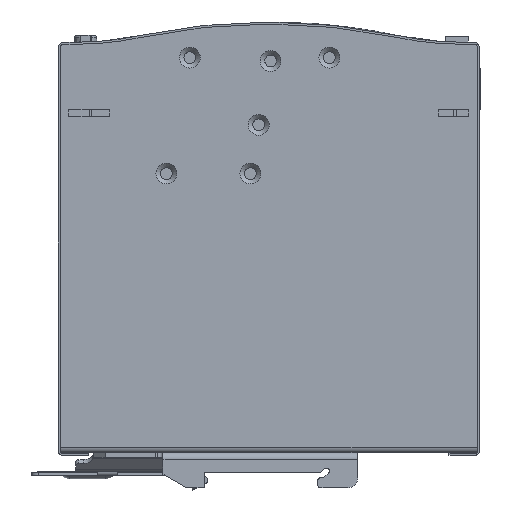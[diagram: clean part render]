
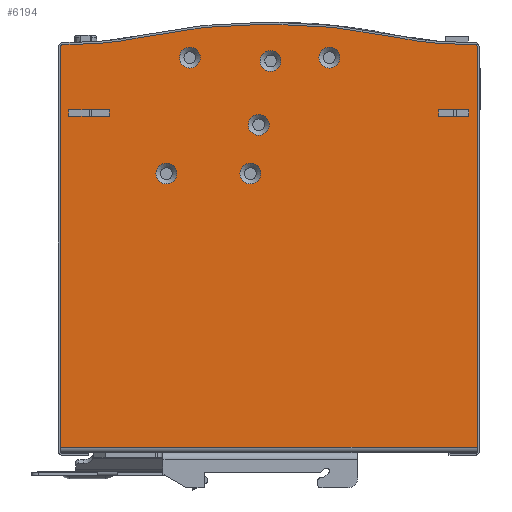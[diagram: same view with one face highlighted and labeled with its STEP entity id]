
A CAD part, front view. The second image highlights one B-rep face of the part: STEP entity #6194.
In plain terms, the highlighted planar face has unit normal (0, -1, 0).
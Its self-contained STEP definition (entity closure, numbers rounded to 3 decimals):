
#6194=ADVANCED_FACE('',(#26964,#26965,#26966,#26967,#26968,#26969,#26970,
#26971,#26972),#9572,.F.);
#9572=PLANE('',#68719);
#12081=LINE('',#89591,#19517);
#12102=LINE('',#89694,#19538);
#12103=LINE('',#89697,#19539);
#12104=LINE('',#89699,#19540);
#12105=LINE('',#89701,#19541);
#12106=LINE('',#89702,#19542);
#12107=LINE('',#89705,#19543);
#12108=LINE('',#89707,#19544);
#12109=LINE('',#89709,#19545);
#12110=LINE('',#89712,#19546);
#12111=LINE('',#89720,#19547);
#12112=LINE('',#89724,#19548);
#12113=LINE('',#89726,#19549);
#19517=VECTOR('',#73196,1.);
#19538=VECTOR('',#73287,1.);
#19539=VECTOR('',#73288,1.);
#19540=VECTOR('',#73289,1.);
#19541=VECTOR('',#73290,1.);
#19542=VECTOR('',#73291,1.);
#19543=VECTOR('',#73292,1.);
#19544=VECTOR('',#73293,1.);
#19545=VECTOR('',#73294,1.);
#19546=VECTOR('',#73297,1.);
#19547=VECTOR('',#73304,1.);
#19548=VECTOR('',#73307,1.);
#19549=VECTOR('',#73308,1.);
#26964=FACE_BOUND('',#27880,.T.);
#26965=FACE_BOUND('',#27881,.T.);
#26966=FACE_BOUND('',#27882,.T.);
#26967=FACE_BOUND('',#27883,.T.);
#26968=FACE_BOUND('',#27884,.T.);
#26969=FACE_BOUND('',#27885,.T.);
#26970=FACE_BOUND('',#27886,.T.);
#26971=FACE_BOUND('',#27887,.T.);
#26972=FACE_BOUND('',#27888,.T.);
#27880=EDGE_LOOP('',(#32098));
#27881=EDGE_LOOP('',(#32099));
#27882=EDGE_LOOP('',(#32100));
#27883=EDGE_LOOP('',(#32101));
#27884=EDGE_LOOP('',(#32102));
#27885=EDGE_LOOP('',(#32103));
#27886=EDGE_LOOP('',(#32104,#32105,#32106,#32107));
#27887=EDGE_LOOP('',(#32108,#32109,#32110,#32111));
#27888=EDGE_LOOP('',(#32112,#32113,#32114,#32115,#32116,#32117,#32118,#32119,
#32120,#32121));
#32098=ORIENTED_EDGE('',*,*,#57949,.T.);
#32099=ORIENTED_EDGE('',*,*,#57950,.T.);
#32100=ORIENTED_EDGE('',*,*,#57951,.T.);
#32101=ORIENTED_EDGE('',*,*,#57952,.T.);
#32102=ORIENTED_EDGE('',*,*,#57953,.T.);
#32103=ORIENTED_EDGE('',*,*,#57954,.T.);
#32104=ORIENTED_EDGE('',*,*,#57955,.F.);
#32105=ORIENTED_EDGE('',*,*,#57956,.F.);
#32106=ORIENTED_EDGE('',*,*,#57957,.F.);
#32107=ORIENTED_EDGE('',*,*,#57958,.F.);
#32108=ORIENTED_EDGE('',*,*,#57959,.F.);
#32109=ORIENTED_EDGE('',*,*,#57960,.F.);
#32110=ORIENTED_EDGE('',*,*,#57961,.F.);
#32111=ORIENTED_EDGE('',*,*,#57962,.F.);
#32112=ORIENTED_EDGE('',*,*,#57903,.T.);
#32113=ORIENTED_EDGE('',*,*,#57963,.T.);
#32114=ORIENTED_EDGE('',*,*,#57964,.F.);
#32115=ORIENTED_EDGE('',*,*,#57965,.F.);
#32116=ORIENTED_EDGE('',*,*,#57966,.F.);
#32117=ORIENTED_EDGE('',*,*,#57967,.F.);
#32118=ORIENTED_EDGE('',*,*,#57968,.F.);
#32119=ORIENTED_EDGE('',*,*,#57969,.T.);
#32120=ORIENTED_EDGE('',*,*,#57970,.F.);
#32121=ORIENTED_EDGE('',*,*,#57971,.T.);
#51448=VERTEX_POINT('',#89590);
#51449=VERTEX_POINT('',#89592);
#51490=VERTEX_POINT('',#89683);
#51491=VERTEX_POINT('',#89685);
#51492=VERTEX_POINT('',#89687);
#51493=VERTEX_POINT('',#89689);
#51494=VERTEX_POINT('',#89691);
#51495=VERTEX_POINT('',#89693);
#51496=VERTEX_POINT('',#89695);
#51497=VERTEX_POINT('',#89696);
#51498=VERTEX_POINT('',#89698);
#51499=VERTEX_POINT('',#89700);
#51500=VERTEX_POINT('',#89703);
#51501=VERTEX_POINT('',#89704);
#51502=VERTEX_POINT('',#89706);
#51503=VERTEX_POINT('',#89708);
#51504=VERTEX_POINT('',#89711);
#51505=VERTEX_POINT('',#89713);
#51506=VERTEX_POINT('',#89715);
#51507=VERTEX_POINT('',#89717);
#51508=VERTEX_POINT('',#89719);
#51509=VERTEX_POINT('',#89721);
#51510=VERTEX_POINT('',#89723);
#51511=VERTEX_POINT('',#89725);
#57903=EDGE_CURVE('',#51449,#51448,#12081,.T.);
#57949=EDGE_CURVE('',#51490,#51490,#67600,.T.);
#57950=EDGE_CURVE('',#51491,#51491,#67601,.T.);
#57951=EDGE_CURVE('',#51492,#51492,#67602,.T.);
#57952=EDGE_CURVE('',#51493,#51493,#67603,.T.);
#57953=EDGE_CURVE('',#51494,#51494,#67604,.T.);
#57954=EDGE_CURVE('',#51495,#51495,#67605,.T.);
#57955=EDGE_CURVE('',#51496,#51497,#12102,.T.);
#57956=EDGE_CURVE('',#51498,#51496,#12103,.T.);
#57957=EDGE_CURVE('',#51499,#51498,#12104,.T.);
#57958=EDGE_CURVE('',#51497,#51499,#12105,.T.);
#57959=EDGE_CURVE('',#51500,#51501,#12106,.T.);
#57960=EDGE_CURVE('',#51502,#51500,#12107,.T.);
#57961=EDGE_CURVE('',#51503,#51502,#12108,.T.);
#57962=EDGE_CURVE('',#51501,#51503,#12109,.T.);
#57963=EDGE_CURVE('',#51448,#51504,#67606,.T.);
#57964=EDGE_CURVE('',#51505,#51504,#12110,.T.);
#57965=EDGE_CURVE('',#51506,#51505,#67607,.T.);
#57966=EDGE_CURVE('',#51507,#51506,#67608,.T.);
#57967=EDGE_CURVE('',#51508,#51507,#67609,.T.);
#57968=EDGE_CURVE('',#51509,#51508,#12111,.T.);
#57969=EDGE_CURVE('',#51509,#51510,#67610,.T.);
#57970=EDGE_CURVE('',#51511,#51510,#12112,.T.);
#57971=EDGE_CURVE('',#51511,#51449,#12113,.T.);
#67600=CIRCLE('',#68708,3.1);
#67601=CIRCLE('',#68709,3.1);
#67602=CIRCLE('',#68710,3.1);
#67603=CIRCLE('',#68711,3.1);
#67604=CIRCLE('',#68712,3.1);
#67605=CIRCLE('',#68713,3.1);
#67606=CIRCLE('',#68714,1.);
#67607=CIRCLE('',#68715,90.);
#67608=CIRCLE('',#68716,184.);
#67609=CIRCLE('',#68717,90.);
#67610=CIRCLE('',#68718,1.);
#68708=AXIS2_PLACEMENT_3D('',#89682,#73275,#73276);
#68709=AXIS2_PLACEMENT_3D('',#89684,#73277,#73278);
#68710=AXIS2_PLACEMENT_3D('',#89686,#73279,#73280);
#68711=AXIS2_PLACEMENT_3D('',#89688,#73281,#73282);
#68712=AXIS2_PLACEMENT_3D('',#89690,#73283,#73284);
#68713=AXIS2_PLACEMENT_3D('',#89692,#73285,#73286);
#68714=AXIS2_PLACEMENT_3D('',#89710,#73295,#73296);
#68715=AXIS2_PLACEMENT_3D('',#89714,#73298,#73299);
#68716=AXIS2_PLACEMENT_3D('',#89716,#73300,#73301);
#68717=AXIS2_PLACEMENT_3D('',#89718,#73302,#73303);
#68718=AXIS2_PLACEMENT_3D('',#89722,#73305,#73306);
#68719=AXIS2_PLACEMENT_3D('',#89727,#73309,#73310);
#73196=DIRECTION('',(0.,0.,1.));
#73275=DIRECTION('',(0.,1.,0.));
#73276=DIRECTION('',(0.,0.,1.));
#73277=DIRECTION('',(0.,1.,0.));
#73278=DIRECTION('',(0.,0.,1.));
#73279=DIRECTION('',(0.,1.,0.));
#73280=DIRECTION('',(0.,0.,1.));
#73281=DIRECTION('',(0.,1.,0.));
#73282=DIRECTION('',(0.,0.,1.));
#73283=DIRECTION('',(0.,1.,0.));
#73284=DIRECTION('',(0.,0.,1.));
#73285=DIRECTION('',(0.,1.,0.));
#73286=DIRECTION('',(0.,0.,1.));
#73287=DIRECTION('',(-1.,0.,0.));
#73288=DIRECTION('',(0.,0.,1.));
#73289=DIRECTION('',(1.,0.,0.));
#73290=DIRECTION('',(0.,0.,-1.));
#73291=DIRECTION('',(-1.,0.,0.));
#73292=DIRECTION('',(0.,0.,1.));
#73293=DIRECTION('',(1.,0.,0.));
#73294=DIRECTION('',(0.,0.,-1.));
#73295=DIRECTION('',(0.,-1.,0.));
#73296=DIRECTION('',(0.,0.,1.));
#73297=DIRECTION('',(1.,0.,0.));
#73298=DIRECTION('',(0.,-1.,0.));
#73299=DIRECTION('',(0.,0.,1.));
#73300=DIRECTION('',(0.,1.,0.));
#73301=DIRECTION('',(0.,0.,1.));
#73302=DIRECTION('',(0.,-1.,0.));
#73303=DIRECTION('',(0.,0.,1.));
#73304=DIRECTION('',(1.,0.,0.));
#73305=DIRECTION('',(0.,-1.,0.));
#73306=DIRECTION('',(0.,0.,1.));
#73307=DIRECTION('',(0.,0.,1.));
#73308=DIRECTION('',(1.,0.,0.));
#73309=DIRECTION('',(0.,1.,0.));
#73310=DIRECTION('',(0.,0.,1.));
#89590=CARTESIAN_POINT('',(62.,-42.75,120.5));
#89591=CARTESIAN_POINT('',(62.,-42.75,1.502));
#89592=CARTESIAN_POINT('',(62.,-42.75,1.502));
#89682=CARTESIAN_POINT('',(18.,-42.75,117.5));
#89683=CARTESIAN_POINT('',(18.,-42.75,120.6));
#89684=CARTESIAN_POINT('',(-3.,-42.75,97.5));
#89685=CARTESIAN_POINT('',(-3.,-42.75,100.6));
#89686=CARTESIAN_POINT('',(-23.5,-42.75,117.5));
#89687=CARTESIAN_POINT('',(-23.5,-42.75,120.6));
#89688=CARTESIAN_POINT('',(0.5,-42.75,116.5));
#89689=CARTESIAN_POINT('',(0.5,-42.75,119.6));
#89690=CARTESIAN_POINT('',(-5.5,-42.75,83.));
#89691=CARTESIAN_POINT('',(-5.5,-42.75,86.1));
#89692=CARTESIAN_POINT('',(-30.5,-42.75,83.));
#89693=CARTESIAN_POINT('',(-30.5,-42.75,86.1));
#89694=CARTESIAN_POINT('',(-62.,-42.75,102.));
#89695=CARTESIAN_POINT('',(-47.5,-42.75,102.));
#89696=CARTESIAN_POINT('',(-59.5,-42.75,102.));
#89697=CARTESIAN_POINT('',(-47.5,-42.75,1.502));
#89698=CARTESIAN_POINT('',(-47.5,-42.75,100.));
#89699=CARTESIAN_POINT('',(-62.,-42.75,100.));
#89700=CARTESIAN_POINT('',(-59.5,-42.75,100.));
#89701=CARTESIAN_POINT('',(-59.5,-42.75,1.502));
#89702=CARTESIAN_POINT('',(-62.,-42.75,102.));
#89703=CARTESIAN_POINT('',(59.5,-42.75,102.));
#89704=CARTESIAN_POINT('',(50.5,-42.75,102.));
#89705=CARTESIAN_POINT('',(59.5,-42.75,1.502));
#89706=CARTESIAN_POINT('',(59.5,-42.75,100.));
#89707=CARTESIAN_POINT('',(-62.,-42.75,100.));
#89708=CARTESIAN_POINT('',(50.5,-42.75,100.));
#89709=CARTESIAN_POINT('',(50.5,-42.75,1.502));
#89710=CARTESIAN_POINT('',(61.,-42.75,120.5));
#89711=CARTESIAN_POINT('',(61.,-42.75,121.5));
#89712=CARTESIAN_POINT('',(-62.,-42.75,121.5));
#89713=CARTESIAN_POINT('',(57.026,-42.75,121.5));
#89714=CARTESIAN_POINT('',(57.026,-42.75,211.5));
#89715=CARTESIAN_POINT('',(38.295,-42.75,123.471));
#89716=CARTESIAN_POINT('',(0.,-42.75,-56.5));
#89717=CARTESIAN_POINT('',(-38.295,-42.75,123.471));
#89718=CARTESIAN_POINT('',(-57.026,-42.75,211.5));
#89719=CARTESIAN_POINT('',(-57.026,-42.75,121.5));
#89720=CARTESIAN_POINT('',(-62.,-42.75,121.5));
#89721=CARTESIAN_POINT('',(-61.,-42.75,121.5));
#89722=CARTESIAN_POINT('',(-61.,-42.75,120.5));
#89723=CARTESIAN_POINT('',(-62.,-42.75,120.5));
#89724=CARTESIAN_POINT('',(-62.,-42.75,1.502));
#89725=CARTESIAN_POINT('',(-62.,-42.75,1.502));
#89726=CARTESIAN_POINT('',(-62.,-42.75,1.502));
#89727=CARTESIAN_POINT('',(-62.,-42.75,1.502));
